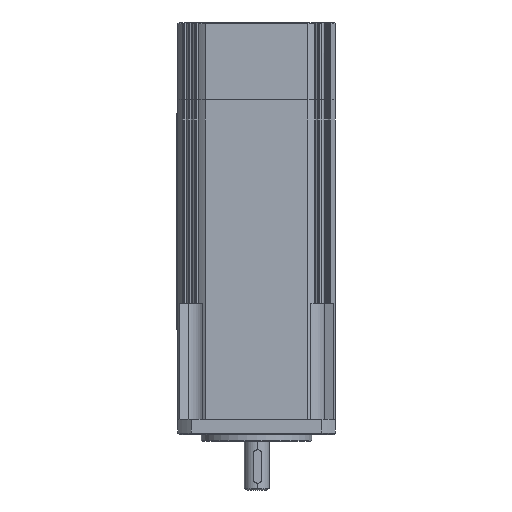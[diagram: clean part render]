
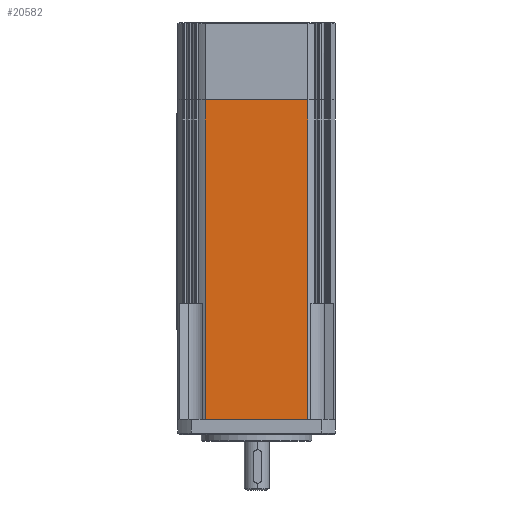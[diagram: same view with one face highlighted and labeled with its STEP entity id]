
A CAD part, front view. The second image highlights one B-rep face of the part: STEP entity #20582.
In plain terms, the highlighted planar face has unit normal (0, -1, 0).
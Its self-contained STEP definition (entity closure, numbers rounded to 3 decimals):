
#20543=CARTESIAN_POINT('',(0.,-28.5,0.0));
#20544=DIRECTION('',(0.0,-1.0,0.0));
#20545=DIRECTION('',(0.0,0.0,-1.0));
#20546=AXIS2_PLACEMENT_3D('',#20543,#20544,#20545);
#20547=PLANE('',#20546);
#20548=CARTESIAN_POINT('',(18.54,-28.5,115.5));
#20549=VERTEX_POINT('',#20548);
#20550=CARTESIAN_POINT('',(-18.54,-28.5,115.5));
#20551=VERTEX_POINT('',#20550);
#20552=CARTESIAN_POINT('',(18.54,-28.5,115.5));
#20553=DIRECTION('',(-1.0,0.0,0.0));
#20554=VECTOR('',#20553,37.081);
#20555=LINE('',#20552,#20554);
#20556=EDGE_CURVE('',#20549,#20551,#20555,.T.);
#20557=ORIENTED_EDGE('',*,*,#20556,.T.);
#20558=CARTESIAN_POINT('',(-18.54,-28.5,0.0));
#20559=VERTEX_POINT('',#20558);
#20560=CARTESIAN_POINT('',(-18.54,-28.5,0.0));
#20561=DIRECTION('',(0.0,0.0,1.0));
#20562=VECTOR('',#20561,115.5);
#20563=LINE('',#20560,#20562);
#20564=EDGE_CURVE('',#20559,#20551,#20563,.T.);
#20565=ORIENTED_EDGE('',*,*,#20564,.F.);
#20566=CARTESIAN_POINT('',(18.54,-28.5,0.0));
#20567=VERTEX_POINT('',#20566);
#20568=CARTESIAN_POINT('',(18.54,-28.5,0.0));
#20569=DIRECTION('',(-1.0,0.0,0.0));
#20570=VECTOR('',#20569,37.081);
#20571=LINE('',#20568,#20570);
#20572=EDGE_CURVE('',#20567,#20559,#20571,.T.);
#20573=ORIENTED_EDGE('',*,*,#20572,.F.);
#20574=CARTESIAN_POINT('',(18.54,-28.5,0.0));
#20575=DIRECTION('',(0.0,0.0,1.0));
#20576=VECTOR('',#20575,115.5);
#20577=LINE('',#20574,#20576);
#20578=EDGE_CURVE('',#20567,#20549,#20577,.T.);
#20579=ORIENTED_EDGE('',*,*,#20578,.T.);
#20580=EDGE_LOOP('',(#20557,#20565,#20573,#20579));
#20581=FACE_OUTER_BOUND('',#20580,.T.);
#20582=ADVANCED_FACE('',(#20581),#20547,.T.);
